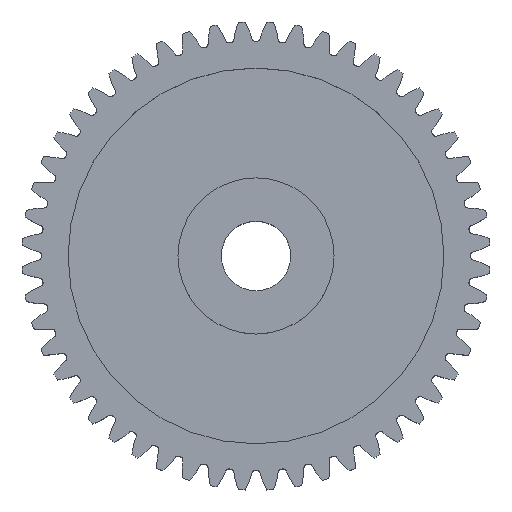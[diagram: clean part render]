
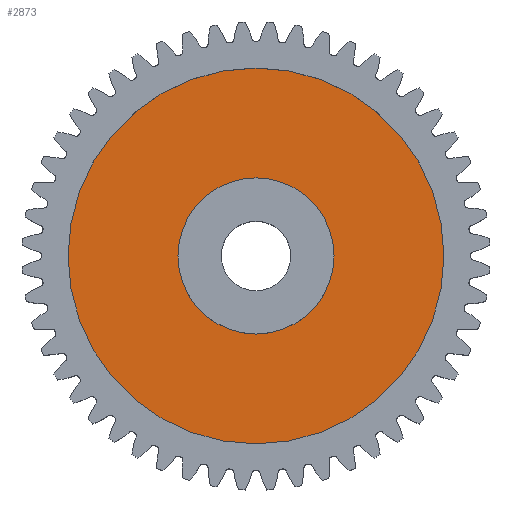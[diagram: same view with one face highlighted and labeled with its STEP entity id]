
A CAD part, top view. The second image highlights one B-rep face of the part: STEP entity #2873.
In plain terms, the highlighted planar face has unit normal (0, 0, 1).
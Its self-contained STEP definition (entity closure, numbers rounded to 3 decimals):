
#2856 = ORIENTED_EDGE ( 'NONE', *, *, #3613, .F. ) ;
#2868 = EDGE_CURVE ( 'NONE', #3445, #3561, #7068, .T. ) ;
#2870 = EDGE_CURVE ( 'NONE', #3563, #3564, #7069, .T. ) ;
#2871 = ORIENTED_EDGE ( 'NONE', *, *, #3556, .T. ) ;
#2873 = ADVANCED_FACE ( 'NONE', ( #7178, #7172 ), #7225, .F. ) ;
#2876 = ORIENTED_EDGE ( 'NONE', *, *, #2868, .T. ) ;
#2877 = EDGE_LOOP ( 'NONE', ( #2878, #2856 ) ) ;
#2878 = ORIENTED_EDGE ( 'NONE', *, *, #2870, .F. ) ;
#3119 = EDGE_LOOP ( 'NONE', ( #2871, #2876 ) ) ;
#3445 = VERTEX_POINT ( 'NONE', #8002 ) ;
#3556 = EDGE_CURVE ( 'NONE', #3561, #3445, #8368, .T. ) ;
#3561 = VERTEX_POINT ( 'NONE', #8419 ) ;
#3563 = VERTEX_POINT ( 'NONE', #8409 ) ;
#3564 = VERTEX_POINT ( 'NONE', #8404 ) ;
#3613 = EDGE_CURVE ( 'NONE', #3564, #3563, #8252, .T. ) ;
#7057 = DIRECTION ( 'NONE',  ( -1., 0., 0. ) ) ;
#7068 = CIRCLE ( 'NONE', #7071, 13.5 ) ;
#7069 = CIRCLE ( 'NONE', #7230, 32.5 ) ;
#7071 = AXIS2_PLACEMENT_3D ( 'NONE', #7222, #7175, #7174 ) ;
#7172 = FACE_OUTER_BOUND ( 'NONE', #2877, .T. ) ;
#7174 = DIRECTION ( 'NONE',  ( -1., 0., 0. ) ) ;
#7175 = DIRECTION ( 'NONE',  ( 0., 0., -1. ) ) ;
#7177 = CARTESIAN_POINT ( 'NONE',  ( 0., 0., 8.5 ) ) ;
#7178 = FACE_BOUND ( 'NONE', #3119, .T. ) ;
#7221 = DIRECTION ( 'NONE',  ( 0., 0., -1. ) ) ;
#7222 = CARTESIAN_POINT ( 'NONE',  ( 0., 0., 8.5 ) ) ;
#7225 = PLANE ( 'NONE',  #7232 ) ;
#7226 = CARTESIAN_POINT ( 'NONE',  ( 0., 0., 8.5 ) ) ;
#7229 = DIRECTION ( 'NONE',  ( -1., 0., 0. ) ) ;
#7230 = AXIS2_PLACEMENT_3D ( 'NONE', #7177, #7221, #7229 ) ;
#7231 = DIRECTION ( 'NONE',  ( 0., 0., -1. ) ) ;
#7232 = AXIS2_PLACEMENT_3D ( 'NONE', #7226, #7231, #7057 ) ;
#8002 = CARTESIAN_POINT ( 'NONE',  ( 13.5, 0., 8.5 ) ) ;
#8248 = DIRECTION ( 'NONE',  ( -1., 0., 0. ) ) ;
#8249 = DIRECTION ( 'NONE',  ( 0., 0., -1. ) ) ;
#8250 = CARTESIAN_POINT ( 'NONE',  ( 0., 0., 8.5 ) ) ;
#8251 = AXIS2_PLACEMENT_3D ( 'NONE', #8250, #8249, #8248 ) ;
#8252 = CIRCLE ( 'NONE', #8251, 32.5 ) ;
#8368 = CIRCLE ( 'NONE', #8417, 13.5 ) ;
#8404 = CARTESIAN_POINT ( 'NONE',  ( 32.5, 0., 8.5 ) ) ;
#8409 = CARTESIAN_POINT ( 'NONE',  ( -32.5, 0., 8.5 ) ) ;
#8414 = DIRECTION ( 'NONE',  ( -1., 0., 0. ) ) ;
#8415 = DIRECTION ( 'NONE',  ( 0., 0., -1. ) ) ;
#8416 = CARTESIAN_POINT ( 'NONE',  ( 0., 0., 8.5 ) ) ;
#8417 = AXIS2_PLACEMENT_3D ( 'NONE', #8416, #8415, #8414 ) ;
#8419 = CARTESIAN_POINT ( 'NONE',  ( -13.5, 0., 8.5 ) ) ;
